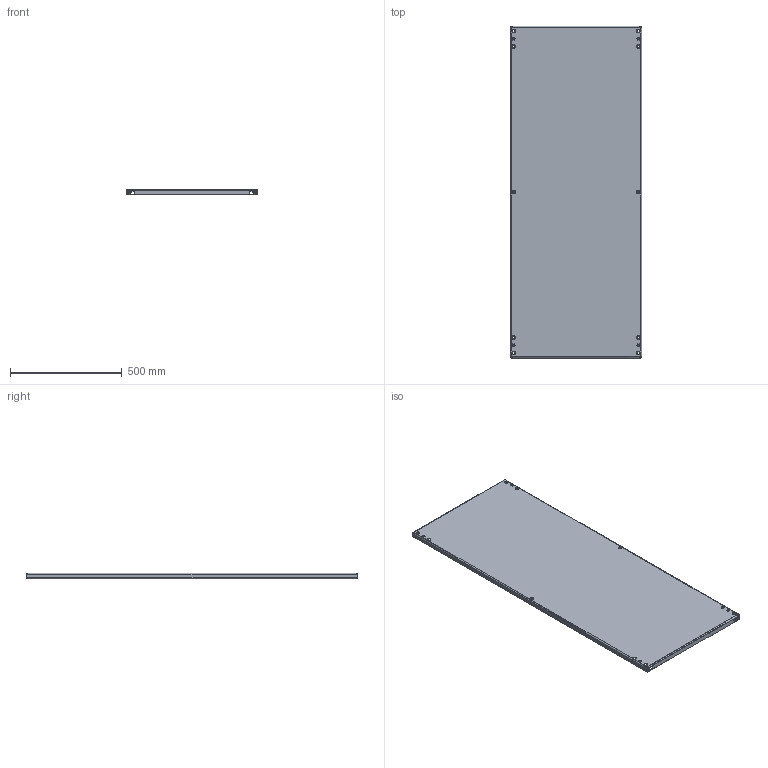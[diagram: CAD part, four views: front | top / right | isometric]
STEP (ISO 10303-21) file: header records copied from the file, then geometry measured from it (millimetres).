
FILE_DESCRIPTION (( 'STEP AP214' ), '1' );
FILE_NAME ('707.716.STEP', '2024-08-21T06:38:34', ( '' ), ( '' ), 'SwSTEP 2.0', 'SolidWorks 2021', '' );
FILE_SCHEMA (( 'AUTOMOTIVE_DESIGN' ));
Length unit declared in the file: millimetre
Products named in the file (3): 707.716; 707.716 昑; Çàêëåïêà ðåçüáîâàÿ Ì8 øåñòèãðàííàÿ ñ óìåíüøåííûì áîðòîì
Assembly tree (5 placements, depth 2):
  707.716
    707.716 昑
    Çàêëåïêà ðåçüáîâàÿ Ì8 øåñòèãðàííàÿ ñ óìåíüøåííûì áîðòîì  x4
Bounding box: 588 x 1488 x 26.6 mm (x, y, z)
Volume: 3032579.6 mm3; surface area: 2043524.4 mm2
Topology: 5 solids, 5 shells, 388 faces, 1092 edges, 688 vertices
Faces by surface type: cylinder 204, plane 144, cone 24, bspline 16
Entity records: 12068 total; most frequent: CARTESIAN_POINT 3143, DIRECTION 1858, ORIENTED_EDGE 1836, EDGE_CURVE 918, AXIS2_PLACEMENT_3D 697, VERTEX_POINT 580, LINE 464, VECTOR 464
